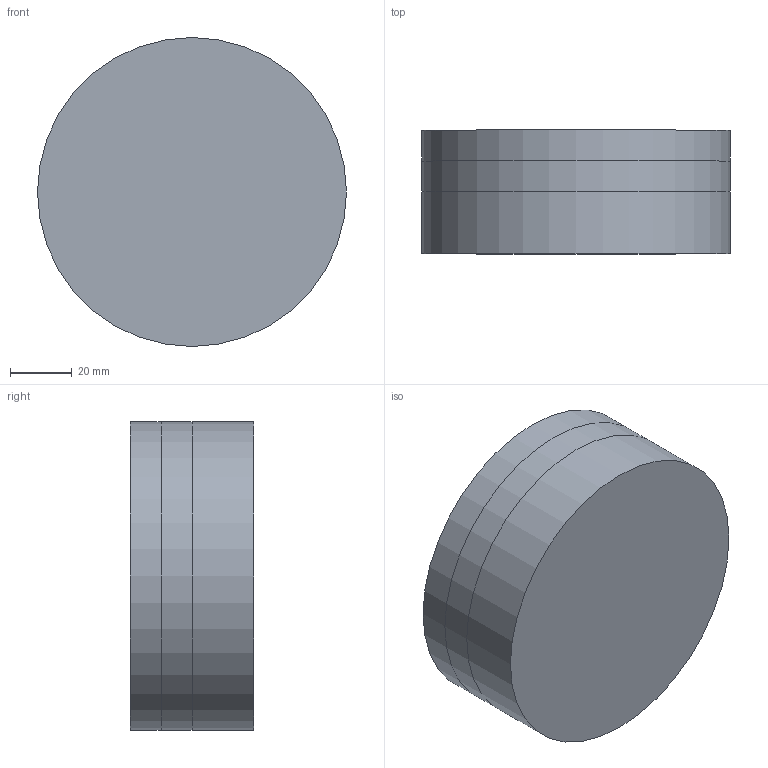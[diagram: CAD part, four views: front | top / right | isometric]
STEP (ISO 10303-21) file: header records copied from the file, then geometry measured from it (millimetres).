
FILE_DESCRIPTION(/* description */ (''),/* implementation_level */ '2;1');
FILE_NAME(/* name */ 'LuminaBreath.step',/* time_stamp */ '2024-01-31T17:03:49+01:00',/* author */ (''),/* organization */ (''),/* preprocessor_version */ 'ST-DEVELOPER v20',/* originating_system */ 'Autodesk Translation Framework v12.9.0.99',/* authorisation */ '');
FILE_SCHEMA (('AUTOMOTIVE_DESIGN { 1 0 10303 214 3 1 1 }'));
Length unit declared in the file: millimetre
Products named in the file (5): ControlRing; TopInset; MiddleRing; TopRing; BottomRing
Assembly tree (4 placements, depth 2):
  ControlRing
    TopInset
    MiddleRing
    TopRing
    BottomRing
Bounding box: 100 x 40 x 100 mm (x, y, z)
Volume: 178442.5 mm3; surface area: 65816.4 mm2
Topology: 4 solids, 5 shells, 19 faces, 25 edges, 17 vertices
Faces by surface type: plane 11, cylinder 8
Full cylindrical faces by diameter (mm): 80 x3, 90 x2, 100 x3
Entity records: 575 total; most frequent: DIRECTION 98, CARTESIAN_POINT 70, ORIENTED_EDGE 49, AXIS2_PLACEMENT_3D 45, EDGE_LOOP 25, EDGE_CURVE 25, FACE_OUTER_BOUND 19, ADVANCED_FACE 19
